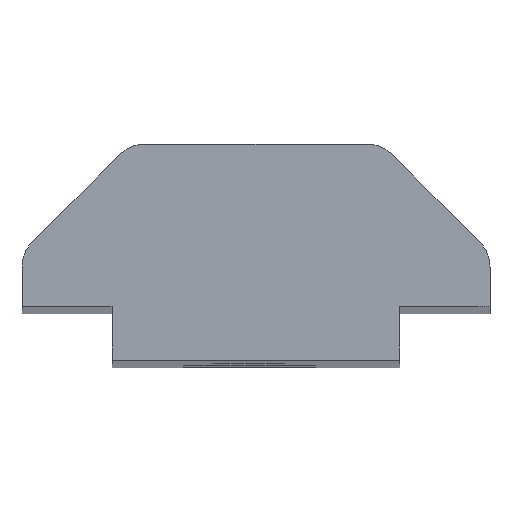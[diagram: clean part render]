
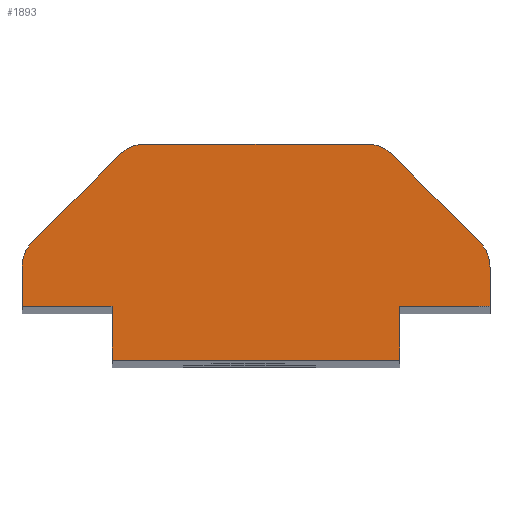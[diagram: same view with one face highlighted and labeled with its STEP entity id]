
A CAD part, top view. The second image highlights one B-rep face of the part: STEP entity #1893.
In plain terms, the highlighted planar face has unit normal (0, 0, 1).
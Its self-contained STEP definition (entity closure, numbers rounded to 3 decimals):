
#27=PLANE('',#2019);
#131=FACE_OUTER_BOUND('',#235,.T.);
#235=EDGE_LOOP('',(#1651,#1652,#1653,#1654,#1655,#1656,#1657,#1658,#1659,
#1660,#1661,#1662,#1663,#1664));
#271=CIRCLE('',#2020,1.);
#272=CIRCLE('',#2021,1.);
#273=CIRCLE('',#2022,1.);
#274=CIRCLE('',#2023,1.);
#511=LINE('',#5602,#613);
#517=LINE('',#8244,#619);
#527=LINE('',#8272,#629);
#530=LINE('',#8278,#632);
#531=LINE('',#8283,#633);
#532=LINE('',#8286,#634);
#533=LINE('',#8288,#635);
#534=LINE('',#8290,#636);
#535=LINE('',#8292,#637);
#536=LINE('',#8293,#638);
#613=VECTOR('',#2277,1000.);
#619=VECTOR('',#2299,1000.);
#629=VECTOR('',#2321,1000.);
#632=VECTOR('',#2326,1000.);
#633=VECTOR('',#2331,1000.);
#634=VECTOR('',#2334,1000.);
#635=VECTOR('',#2335,1000.);
#636=VECTOR('',#2336,1000.);
#637=VECTOR('',#2337,1000.);
#638=VECTOR('',#2338,1000.);
#815=VERTEX_POINT('',#5600);
#816=VERTEX_POINT('',#5601);
#821=VERTEX_POINT('',#8241);
#822=VERTEX_POINT('',#8243);
#833=VERTEX_POINT('',#8270);
#834=VERTEX_POINT('',#8271);
#835=VERTEX_POINT('',#8276);
#836=VERTEX_POINT('',#8277);
#837=VERTEX_POINT('',#8280);
#838=VERTEX_POINT('',#8282);
#839=VERTEX_POINT('',#8285);
#840=VERTEX_POINT('',#8287);
#841=VERTEX_POINT('',#8289);
#842=VERTEX_POINT('',#8291);
#1071=EDGE_CURVE('',#815,#816,#511,.T.);
#1101=EDGE_CURVE('',#821,#822,#517,.T.);
#1115=EDGE_CURVE('',#833,#834,#527,.T.);
#1118=EDGE_CURVE('',#835,#836,#530,.T.);
#1119=EDGE_CURVE('',#835,#816,#271,.T.);
#1120=EDGE_CURVE('',#815,#837,#272,.T.);
#1121=EDGE_CURVE('',#838,#837,#531,.T.);
#1122=EDGE_CURVE('',#838,#833,#273,.T.);
#1123=EDGE_CURVE('',#839,#834,#532,.T.);
#1124=EDGE_CURVE('',#840,#839,#533,.T.);
#1125=EDGE_CURVE('',#840,#841,#534,.T.);
#1126=EDGE_CURVE('',#842,#841,#535,.T.);
#1127=EDGE_CURVE('',#822,#842,#536,.T.);
#1128=EDGE_CURVE('',#821,#836,#274,.T.);
#1651=ORIENTED_EDGE('',*,*,#1118,.F.);
#1652=ORIENTED_EDGE('',*,*,#1119,.T.);
#1653=ORIENTED_EDGE('',*,*,#1071,.F.);
#1654=ORIENTED_EDGE('',*,*,#1120,.T.);
#1655=ORIENTED_EDGE('',*,*,#1121,.F.);
#1656=ORIENTED_EDGE('',*,*,#1122,.T.);
#1657=ORIENTED_EDGE('',*,*,#1115,.T.);
#1658=ORIENTED_EDGE('',*,*,#1123,.F.);
#1659=ORIENTED_EDGE('',*,*,#1124,.F.);
#1660=ORIENTED_EDGE('',*,*,#1125,.T.);
#1661=ORIENTED_EDGE('',*,*,#1126,.F.);
#1662=ORIENTED_EDGE('',*,*,#1127,.F.);
#1663=ORIENTED_EDGE('',*,*,#1101,.F.);
#1664=ORIENTED_EDGE('',*,*,#1128,.T.);
#1893=ADVANCED_FACE('',(#131),#27,.F.);
#2019=AXIS2_PLACEMENT_3D('',#8275,#2324,#2325);
#2020=AXIS2_PLACEMENT_3D('',#8279,#2327,#2328);
#2021=AXIS2_PLACEMENT_3D('',#8281,#2329,#2330);
#2022=AXIS2_PLACEMENT_3D('',#8284,#2332,#2333);
#2023=AXIS2_PLACEMENT_3D('',#8294,#2339,#2340);
#2277=DIRECTION('',(1.,0.,0.));
#2299=DIRECTION('',(0.,-1.,0.));
#2321=DIRECTION('',(0.,-1.,0.));
#2324=DIRECTION('center_axis',(0.,0.,-1.));
#2325=DIRECTION('ref_axis',(-1.,0.,0.));
#2326=DIRECTION('',(0.707,-0.707,0.));
#2327=DIRECTION('center_axis',(0.,0.,1.));
#2328=DIRECTION('ref_axis',(-1.,0.,0.));
#2329=DIRECTION('center_axis',(0.,0.,1.));
#2330=DIRECTION('ref_axis',(-1.,0.,0.));
#2331=DIRECTION('',(0.707,0.707,0.));
#2332=DIRECTION('center_axis',(0.,0.,1.));
#2333=DIRECTION('ref_axis',(-1.,0.,0.));
#2334=DIRECTION('',(-1.,0.,0.));
#2335=DIRECTION('',(0.,1.,0.));
#2336=DIRECTION('',(1.,0.,0.));
#2337=DIRECTION('',(0.,-1.,0.));
#2338=DIRECTION('',(-1.,0.,0.));
#2339=DIRECTION('center_axis',(0.,0.,1.));
#2340=DIRECTION('ref_axis',(-1.,0.,0.));
#5600=CARTESIAN_POINT('',(-3.086,6.,60.));
#5601=CARTESIAN_POINT('',(3.086,6.,60.));
#5602=CARTESIAN_POINT('',(-6.5,6.,60.));
#8241=CARTESIAN_POINT('',(6.5,2.586,60.));
#8243=CARTESIAN_POINT('',(6.5,1.5,60.));
#8244=CARTESIAN_POINT('',(6.5,6.,60.));
#8270=CARTESIAN_POINT('',(-6.5,2.586,60.));
#8271=CARTESIAN_POINT('',(-6.5,1.5,60.));
#8272=CARTESIAN_POINT('',(-6.5,6.,60.));
#8275=CARTESIAN_POINT('Origin',(-6.5,6.,60.));
#8276=CARTESIAN_POINT('',(3.793,5.707,60.));
#8277=CARTESIAN_POINT('',(6.207,3.293,60.));
#8278=CARTESIAN_POINT('',(6.5,3.,60.));
#8279=CARTESIAN_POINT('Origin',(3.086,5.,60.));
#8280=CARTESIAN_POINT('',(-3.793,5.707,60.));
#8281=CARTESIAN_POINT('Origin',(-3.086,5.,60.));
#8282=CARTESIAN_POINT('',(-6.207,3.293,60.));
#8283=CARTESIAN_POINT('',(-3.5,6.,60.));
#8284=CARTESIAN_POINT('Origin',(-5.5,2.586,60.));
#8285=CARTESIAN_POINT('',(-4.,1.5,60.));
#8286=CARTESIAN_POINT('',(-6.5,1.5,60.));
#8287=CARTESIAN_POINT('',(-4.,0.,60.));
#8288=CARTESIAN_POINT('',(-4.,1.5,60.));
#8289=CARTESIAN_POINT('',(4.,0.,60.));
#8290=CARTESIAN_POINT('',(-6.5,0.,60.));
#8291=CARTESIAN_POINT('',(4.,1.5,60.));
#8292=CARTESIAN_POINT('',(4.,1.5,60.));
#8293=CARTESIAN_POINT('',(6.5,1.5,60.));
#8294=CARTESIAN_POINT('Origin',(5.5,2.586,60.));
